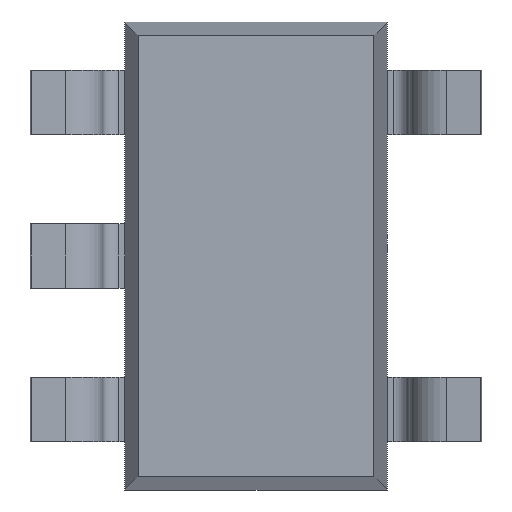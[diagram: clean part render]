
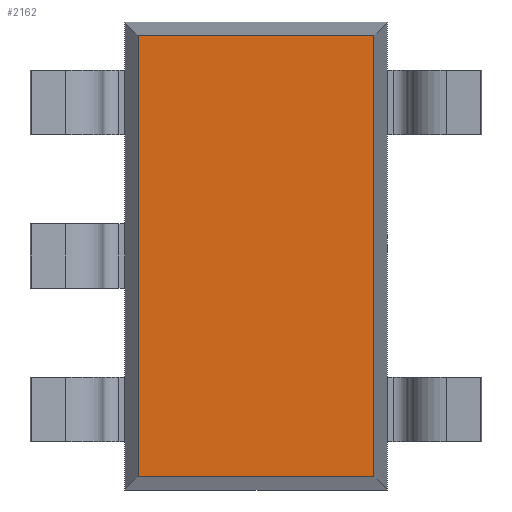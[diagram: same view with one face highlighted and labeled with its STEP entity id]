
A CAD part, front view. The second image highlights one B-rep face of the part: STEP entity #2162.
In plain terms, the highlighted planar face has unit normal (0, -1, 0).
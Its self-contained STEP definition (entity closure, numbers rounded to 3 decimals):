
#42 = LINE ( 'NONE', #850, #1030 ) ;
#146 = EDGE_CURVE ( 'NONE', #2057, #2257, #211, .T. ) ;
#211 = LINE ( 'NONE', #1605, #223 ) ;
#223 = VECTOR ( 'NONE', #2403, 1000. ) ;
#242 = VECTOR ( 'NONE', #1159, 1000. ) ;
#350 = CARTESIAN_POINT ( 'NONE',  ( -0.813, 0.15, -1.368 ) ) ;
#362 = DIRECTION ( 'NONE',  ( 0., 0., -1. ) ) ;
#398 = LINE ( 'NONE', #2350, #1584 ) ;
#427 = ORIENTED_EDGE ( 'NONE', *, *, #562, .F. ) ;
#562 = EDGE_CURVE ( 'NONE', #2257, #1058, #42, .T. ) ;
#587 = ORIENTED_EDGE ( 'NONE', *, *, #1165, .F. ) ;
#605 = DIRECTION ( 'NONE',  ( 1., 0., 0. ) ) ;
#713 = PLANE ( 'NONE',  #1088 ) ;
#743 = DIRECTION ( 'NONE',  ( 0., -1., 0. ) ) ;
#850 = CARTESIAN_POINT ( 'NONE',  ( 0.812, 0.15, 1.368 ) ) ;
#929 = CARTESIAN_POINT ( 'NONE',  ( 0.731, 0.15, 1.368 ) ) ;
#953 = LINE ( 'NONE', #350, #242 ) ;
#1030 = VECTOR ( 'NONE', #605, 1000. ) ;
#1058 = VERTEX_POINT ( 'NONE', #929 ) ;
#1088 = AXIS2_PLACEMENT_3D ( 'NONE', #1090, #743, #1871 ) ;
#1090 = CARTESIAN_POINT ( 'NONE',  ( 0., 0.15, 0. ) ) ;
#1109 = ORIENTED_EDGE ( 'NONE', *, *, #1174, .F. ) ;
#1159 = DIRECTION ( 'NONE',  ( -1., 0., 0. ) ) ;
#1165 = EDGE_CURVE ( 'NONE', #1058, #1702, #398, .T. ) ;
#1174 = EDGE_CURVE ( 'NONE', #1702, #2057, #953, .T. ) ;
#1248 = EDGE_LOOP ( 'NONE', ( #427, #1649, #1109, #587 ) ) ;
#1584 = VECTOR ( 'NONE', #362, 1000. ) ;
#1605 = CARTESIAN_POINT ( 'NONE',  ( -0.731, 0.15, 1.45 ) ) ;
#1649 = ORIENTED_EDGE ( 'NONE', *, *, #146, .F. ) ;
#1702 = VERTEX_POINT ( 'NONE', #1887 ) ;
#1871 = DIRECTION ( 'NONE',  ( 0., 0., -1. ) ) ;
#1878 = CARTESIAN_POINT ( 'NONE',  ( -0.731, 0.15, -1.368 ) ) ;
#1887 = CARTESIAN_POINT ( 'NONE',  ( 0.731, 0.15, -1.368 ) ) ;
#2057 = VERTEX_POINT ( 'NONE', #1878 ) ;
#2162 = ADVANCED_FACE ( 'NONE', ( #2487 ), #713, .T. ) ;
#2257 = VERTEX_POINT ( 'NONE', #2337 ) ;
#2337 = CARTESIAN_POINT ( 'NONE',  ( -0.731, 0.15, 1.368 ) ) ;
#2350 = CARTESIAN_POINT ( 'NONE',  ( 0.731, 0.15, -1.45 ) ) ;
#2403 = DIRECTION ( 'NONE',  ( 0., 0., 1. ) ) ;
#2487 = FACE_OUTER_BOUND ( 'NONE', #1248, .T. ) ;
